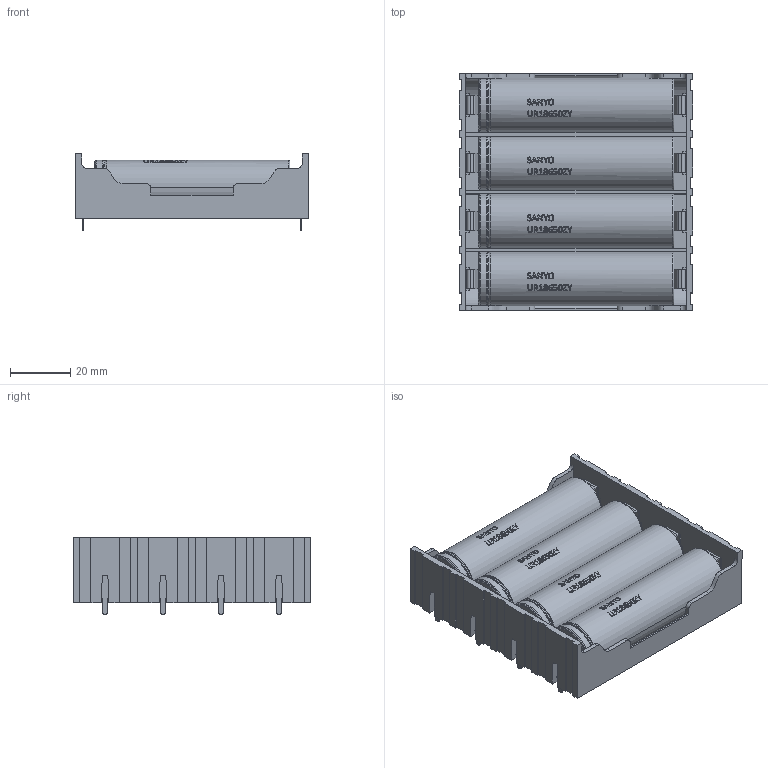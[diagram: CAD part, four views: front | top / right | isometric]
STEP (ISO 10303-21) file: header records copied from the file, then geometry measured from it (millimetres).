
FILE_DESCRIPTION (( 'STEP AP214' ), '1' );
FILE_NAME ('X4B.STEP', '2018-12-11T19:24:00', ( 'SAIRUS' ), ( '' ), 'SwSTEP 2.0', 'SolidWorks 2019', '' );
FILE_SCHEMA (( 'AUTOMOTIVE_DESIGN' ));
Length unit declared in the file: millimetre
Products named in the file (4): 18650_Cell only; 18650m_4; X4B; 18650s
Assembly tree (13 placements, depth 2):
  X4B
    18650m_4
    18650s  x8
    18650_Cell only  x4
Bounding box: 77.65 x 78.7 x 25.48 mm (x, y, z)
Volume: 88001.7 mm3; surface area: 48872.8 mm2
Topology: 13 solids, 17 shells, 1956 faces, 5190 edges, 3268 vertices
Faces by surface type: bspline 772, plane 688, cylinder 352, torus 128, cone 16
Entity records: 40305 total; most frequent: CARTESIAN_POINT 20917, ORIENTED_EDGE 3742, DIRECTION 2513, EDGE_CURVE 1871, VERTEX_POINT 1210, LINE 959, VECTOR 959, AXIS2_PLACEMENT_3D 777
